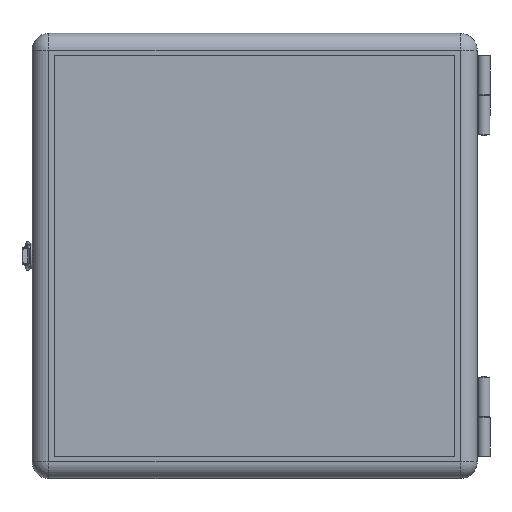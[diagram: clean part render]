
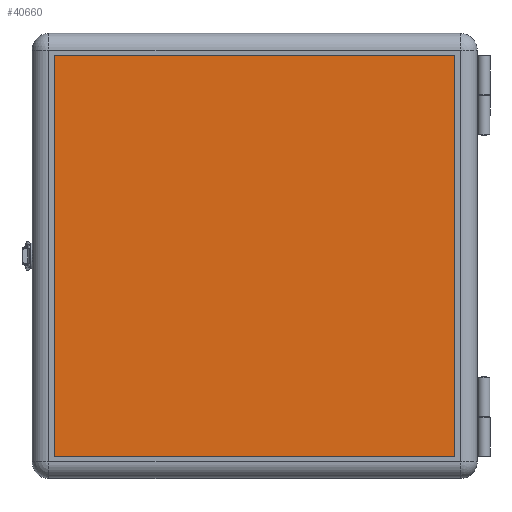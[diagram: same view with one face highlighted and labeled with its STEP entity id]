
A CAD part, top view. The second image highlights one B-rep face of the part: STEP entity #40660.
In plain terms, the highlighted face is planar.
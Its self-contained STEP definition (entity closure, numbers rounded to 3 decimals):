
#10948 = VERTEX_POINT ( 'NONE', #48559 ) ;
#10955 = VERTEX_POINT ( 'NONE', #48566 ) ;
#10959 = VERTEX_POINT ( 'NONE', #48570 ) ;
#10965 = VERTEX_POINT ( 'NONE', #48577 ) ;
#11092 = CARTESIAN_POINT ( 'NONE',  ( -183.5, -183.5, 0. ) ) ;
#11096 = FACE_OUTER_BOUND ( 'NONE', #18309, .T. ) ;
#11101 = PLANE ( 'NONE',  #21203 ) ;
#11102 = DIRECTION ( 'NONE',  ( 0., 0., 1. ) ) ;
#11103 = DIRECTION ( 'NONE',  ( 1., 0., 0. ) ) ;
#18309 = EDGE_LOOP ( 'NONE', ( #47848, #47849, #47850, #47851 ) ) ;
#20638 = VECTOR ( 'NONE', #58901, 1000. ) ;
#20646 = VECTOR ( 'NONE', #58913, 1000. ) ;
#20652 = VECTOR ( 'NONE', #58921, 1000. ) ;
#20656 = VECTOR ( 'NONE', #58927, 1000. ) ;
#21203 = AXIS2_PLACEMENT_3D ( 'NONE', #11092, #11102, #11103 ) ;
#36944 = EDGE_CURVE ( 'NONE', #10965, #10955, #58889, .T. ) ;
#36948 = EDGE_CURVE ( 'NONE', #10959, #10948, #58900, .T. ) ;
#36951 = EDGE_CURVE ( 'NONE', #10955, #10959, #58919, .T. ) ;
#36953 = EDGE_CURVE ( 'NONE', #10948, #10965, #58925, .T. ) ;
#40660 = ADVANCED_FACE ( 'NONE', ( #11096 ), #11101, .F. ) ;
#47848 = ORIENTED_EDGE ( 'NONE', *, *, #36951, .F. ) ;
#47849 = ORIENTED_EDGE ( 'NONE', *, *, #36944, .F. ) ;
#47850 = ORIENTED_EDGE ( 'NONE', *, *, #36953, .F. ) ;
#47851 = ORIENTED_EDGE ( 'NONE', *, *, #36948, .F. ) ;
#48559 = CARTESIAN_POINT ( 'NONE',  ( 180., -180., 0. ) ) ;
#48566 = CARTESIAN_POINT ( 'NONE',  ( -180., 180., 0. ) ) ;
#48570 = CARTESIAN_POINT ( 'NONE',  ( -180., -180., 0. ) ) ;
#48577 = CARTESIAN_POINT ( 'NONE',  ( 180., 180., 0. ) ) ;
#58889 = LINE ( 'NONE', #58899, #20638 ) ;
#58899 = CARTESIAN_POINT ( 'NONE',  ( -183.5, 180., 0. ) ) ;
#58900 = LINE ( 'NONE', #58911, #20646 ) ;
#58901 = DIRECTION ( 'NONE',  ( -1., 0., 0. ) ) ;
#58911 = CARTESIAN_POINT ( 'NONE',  ( -183.5, -180., 0. ) ) ;
#58913 = DIRECTION ( 'NONE',  ( 1., 0., 0. ) ) ;
#58919 = LINE ( 'NONE', #58920, #20652 ) ;
#58920 = CARTESIAN_POINT ( 'NONE',  ( -180., -183.5, 0. ) ) ;
#58921 = DIRECTION ( 'NONE',  ( 0., -1., 0. ) ) ;
#58925 = LINE ( 'NONE', #58926, #20656 ) ;
#58926 = CARTESIAN_POINT ( 'NONE',  ( 180., -183.5, 0. ) ) ;
#58927 = DIRECTION ( 'NONE',  ( 0., 1., 0. ) ) ;
